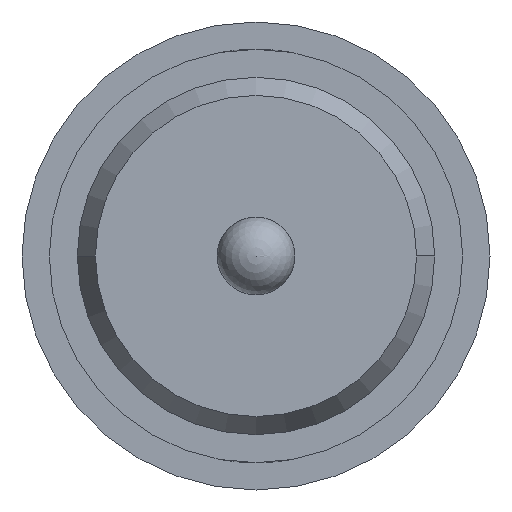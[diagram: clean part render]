
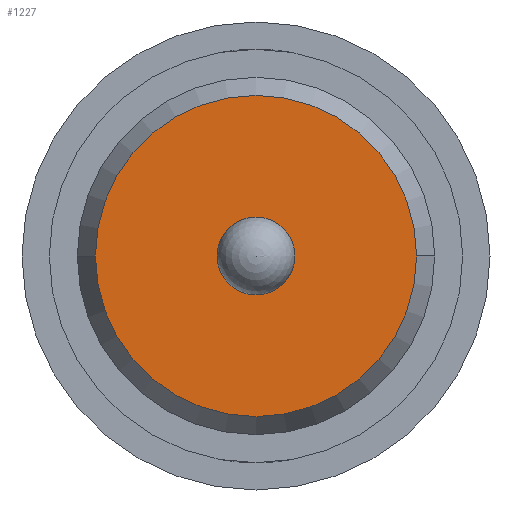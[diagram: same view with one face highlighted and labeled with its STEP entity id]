
A CAD part, front view. The second image highlights one B-rep face of the part: STEP entity #1227.
In plain terms, the highlighted planar face has unit normal (0, -1, 0).
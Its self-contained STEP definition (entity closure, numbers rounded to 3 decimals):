
#304 = VERTEX_POINT ( 'NONE', #1574 ) ;
#362 = DIRECTION ( 'NONE',  ( 0., -1., 0. ) ) ;
#415 = DIRECTION ( 'NONE',  ( 0., 0., -1. ) ) ;
#564 = DIRECTION ( 'NONE',  ( 1., 0., 0. ) ) ;
#714 = AXIS2_PLACEMENT_3D ( 'NONE', #1107, #770, #4175 ) ;
#762 = FACE_BOUND ( 'NONE', #4073, .T. ) ;
#770 = DIRECTION ( 'NONE',  ( 0., 1., 0. ) ) ;
#798 = AXIS2_PLACEMENT_3D ( 'NONE', #3095, #3476, #415 ) ;
#800 = ORIENTED_EDGE ( 'NONE', *, *, #2829, .T. ) ;
#828 = ORIENTED_EDGE ( 'NONE', *, *, #1068, .T. ) ;
#838 = EDGE_CURVE ( 'Defeature ausgef�hrt2_17+Defeature ausgef�hrt2_16+Defeature ausgef�hrt2_16+Defeature ausgef�hrt2_16', #3696, #304, #3303, .T. ) ;
#842 = PLANE ( 'NONE',  #2565 ) ;
#1068 = EDGE_CURVE ( 'Defeature ausgef�hrt2_17+Defeature ausgef�hrt2_16+Defeature ausgef�hrt2_16+Defeature ausgef�hrt2_16', #304, #3696, #1834, .T. ) ;
#1093 = CARTESIAN_POINT ( 'NONE',  ( 0., -28.6, 0. ) ) ;
#1107 = CARTESIAN_POINT ( 'NONE',  ( 0., -28.6, 0. ) ) ;
#1227 = ADVANCED_FACE ( 'Defeature ausgef�hrt2_17', ( #762, #4114 ), #842, .T. ) ;
#1348 = AXIS2_PLACEMENT_3D ( 'NONE', #3214, #1910, #564 ) ;
#1408 = DIRECTION ( 'NONE',  ( 1., 0., 0. ) ) ;
#1537 = CARTESIAN_POINT ( 'NONE',  ( -1.145, -28.6, 0. ) ) ;
#1574 = CARTESIAN_POINT ( 'NONE',  ( 1.03, -28.6, 0. ) ) ;
#1834 = CIRCLE ( 'NONE', #2264, 1.03 ) ;
#1910 = DIRECTION ( 'NONE',  ( 0., -1., 0. ) ) ;
#1933 = EDGE_LOOP ( 'NONE', ( #4006, #828 ) ) ;
#2172 = CIRCLE ( 'NONE', #714, 0.25 ) ;
#2264 = AXIS2_PLACEMENT_3D ( 'NONE', #1093, #362, #1408 ) ;
#2301 = CARTESIAN_POINT ( 'NONE',  ( 0., -28.6, -0.25 ) ) ;
#2565 = AXIS2_PLACEMENT_3D ( 'NONE', #1537, #3227, #2898 ) ;
#2829 = EDGE_CURVE ( 'Defeature ausgef�hrt2_17+Defeature ausgef�hrt2_14+Defeature ausgef�hrt2_14+Defeature ausgef�hrt2_14', #3016, #3998, #4194, .T. ) ;
#2898 = DIRECTION ( 'NONE',  ( 1., 0., 0. ) ) ;
#3016 = VERTEX_POINT ( 'NONE', #2301 ) ;
#3095 = CARTESIAN_POINT ( 'NONE',  ( 0., -28.6, 0. ) ) ;
#3214 = CARTESIAN_POINT ( 'NONE',  ( 0., -28.6, 0. ) ) ;
#3227 = DIRECTION ( 'NONE',  ( 0., -1., 0. ) ) ;
#3303 = CIRCLE ( 'NONE', #1348, 1.03 ) ;
#3476 = DIRECTION ( 'NONE',  ( 0., 1., 0. ) ) ;
#3515 = CARTESIAN_POINT ( 'NONE',  ( 0., -28.6, 0.25 ) ) ;
#3696 = VERTEX_POINT ( 'NONE', #4100 ) ;
#3998 = VERTEX_POINT ( 'NONE', #3515 ) ;
#4006 = ORIENTED_EDGE ( 'NONE', *, *, #838, .T. ) ;
#4073 = EDGE_LOOP ( 'NONE', ( #4281, #800 ) ) ;
#4100 = CARTESIAN_POINT ( 'NONE',  ( -1.03, -28.6, 0. ) ) ;
#4114 = FACE_OUTER_BOUND ( 'NONE', #1933, .T. ) ;
#4175 = DIRECTION ( 'NONE',  ( 0., 0., -1. ) ) ;
#4194 = CIRCLE ( 'NONE', #798, 0.25 ) ;
#4256 = EDGE_CURVE ( 'Defeature ausgef�hrt2_17+Defeature ausgef�hrt2_14+Defeature ausgef�hrt2_14+Defeature ausgef�hrt2_14', #3998, #3016, #2172, .T. ) ;
#4281 = ORIENTED_EDGE ( 'NONE', *, *, #4256, .T. ) ;
